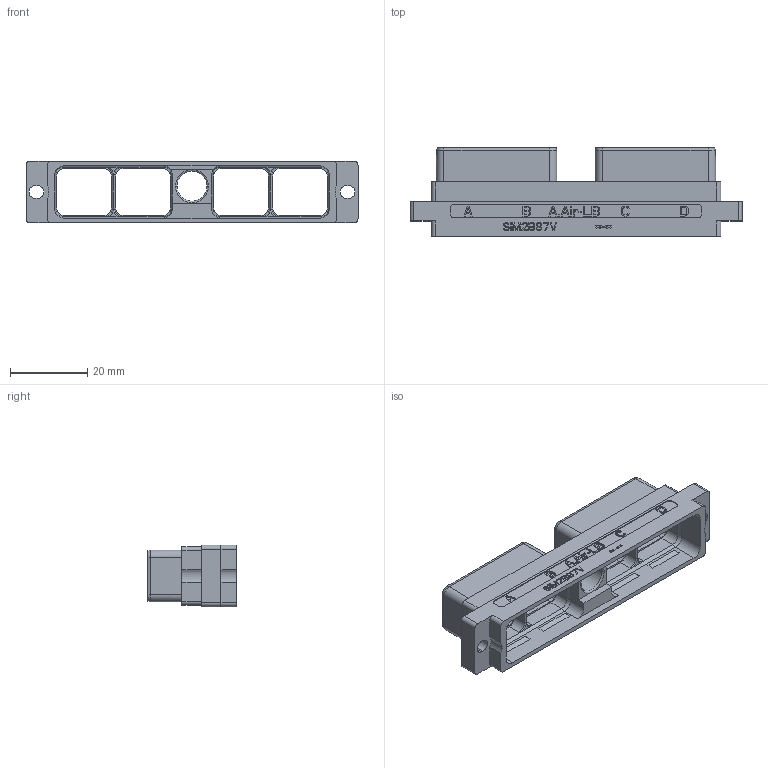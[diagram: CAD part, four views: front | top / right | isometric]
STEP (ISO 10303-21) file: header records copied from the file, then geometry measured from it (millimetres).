
FILE_DESCRIPTION((''),'2;1');
FILE_NAME('SIM2B87V','2019-09-17T',('presta_be4'),(''),'PRO/ENGINEER BY PARAMETRIC TECHNOLOGY CORPORATION, 2014310','PRO/ENGINEER BY PARAMETRIC TECHNOLOGY CORPORATION, 2014310','');
FILE_SCHEMA(('CONFIG_CONTROL_DESIGN'));
Length unit declared in the file: millimetre
Products named in the file (1): SIM2B87V
Bounding box: 85.89 x 22.99 x 15.93 mm (x, y, z)
Volume: 6634 mm3; surface area: 10124.5 mm2
Topology: 1 solids, 1 shells, 1064 faces, 2932 edges, 1926 vertices
Faces by surface type: plane 926, cylinder 80, cone 28, torus 26, bspline 4
Entity records: 34316 total; most frequent: CARTESIAN_POINT 7027, ORIENTED_EDGE 5864, DIRECTION 5238, EDGE_CURVE 2932, VECTOR 2672, LINE 2672, VERTEX_POINT 1926, AXIS2_PLACEMENT_3D 1283
